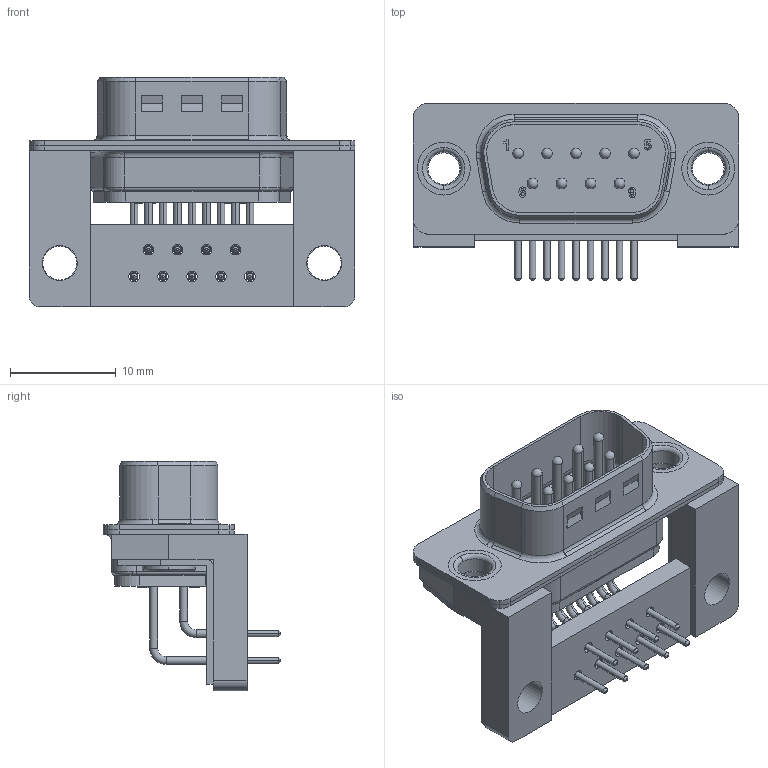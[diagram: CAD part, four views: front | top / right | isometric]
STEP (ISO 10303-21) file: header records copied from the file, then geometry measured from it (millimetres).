
FILE_DESCRIPTION((''),'2;1');
FILE_NAME('210112043.stp','2007-10-31T14:19:47',('martin.rickli'),(''),'Autodesk Inventor 9','Autodesk Inventor 9','');
FILE_SCHEMA(('AUTOMOTIVE_DESIGN { 1 0 10303 214 1 1 1 1 }'));
Length unit declared in the file: millimetre
Products named in the file (10): 052263; 00032a_09; R+B00097f_C19F; R+B00097f_C18F; R+B00143b; R+B00140; 00573; R+B00173a; R+B00104b_male; DE002592
Assembly tree (18 placements, depth 2):
  052263
    00032a_09
    R+B00097f_C19F  x5
    R+B00097f_C18F  x4
    R+B00143b
    R+B00140
    00573
    R+B00173a  x2
    R+B00104b_male  x2
    DE002592
Bounding box: 30.8 x 16.8 x 21.7 mm (x, y, z)
Volume: 2147.5 mm3; surface area: 5612.3 mm2
Topology: 18 solids, 18 shells, 1958 faces, 4827 edges, 2954 vertices
Faces by surface type: plane 1388, cylinder 289, bspline 148, cone 84, torus 40, sphere 9
Entity records: 27810 total; most frequent: CARTESIAN_POINT 8521, ORIENTED_EDGE 4032, DIRECTION 3974, EDGE_CURVE 2016, AXIS2_PLACEMENT_3D 1438, VERTEX_POINT 1269, VECTOR 1098, LINE 1098
